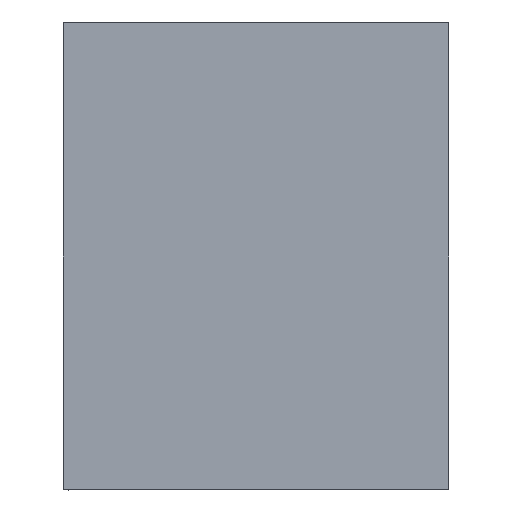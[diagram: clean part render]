
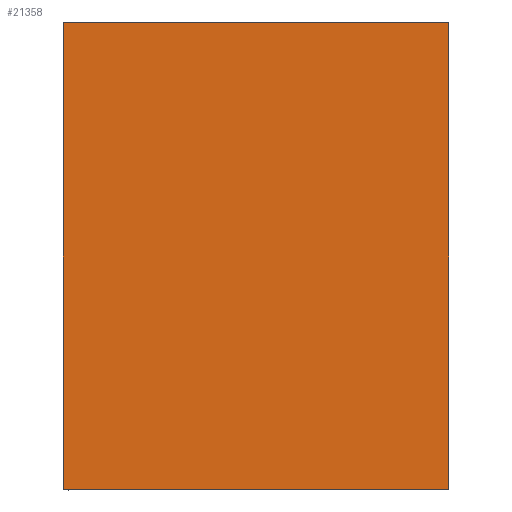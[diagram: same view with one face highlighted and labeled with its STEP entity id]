
A CAD part, left-side view. The second image highlights one B-rep face of the part: STEP entity #21358.
In plain terms, the highlighted face is planar.
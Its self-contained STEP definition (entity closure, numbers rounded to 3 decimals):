
#1075 = AXIS2_PLACEMENT_3D ( 'NONE', #1410, #36056, #22013 ) ;
#1362 = CARTESIAN_POINT ( 'NONE',  ( 155., -77.35, 77.35 ) ) ;
#1410 = CARTESIAN_POINT ( 'NONE',  ( 155., 0., 0. ) ) ;
#1466 = VECTOR ( 'NONE', #13974, 1000. ) ;
#1886 = CARTESIAN_POINT ( 'NONE',  ( 155., 77.35, -77.35 ) ) ;
#2312 = LINE ( 'NONE', #1886, #21578 ) ;
#2996 = VERTEX_POINT ( 'NONE', #39897 ) ;
#3197 = DIRECTION ( 'NONE',  ( 0., -1., 0. ) ) ;
#3301 = CARTESIAN_POINT ( 'NONE',  ( 155., -70., 85. ) ) ;
#3606 = CARTESIAN_POINT ( 'NONE',  ( 155., 69.7, -85. ) ) ;
#4039 = EDGE_CURVE ( 'NONE', #22020, #17615, #2312, .T. ) ;
#4069 = CARTESIAN_POINT ( 'NONE',  ( 155., -69.7, -85. ) ) ;
#4391 = EDGE_CURVE ( 'NONE', #2996, #6748, #10514, .T. ) ;
#4966 = ORIENTED_EDGE ( 'NONE', *, *, #4039, .T. ) ;
#5604 = LINE ( 'NONE', #21298, #19673 ) ;
#6528 = ORIENTED_EDGE ( 'NONE', *, *, #27448, .T. ) ;
#6748 = VERTEX_POINT ( 'NONE', #30681 ) ;
#8290 = EDGE_CURVE ( 'NONE', #41863, #8322, #37060, .T. ) ;
#8322 = VERTEX_POINT ( 'NONE', #4069 ) ;
#8419 = VECTOR ( 'NONE', #22325, 1000. ) ;
#9454 = EDGE_CURVE ( 'NONE', #17615, #20065, #42630, .T. ) ;
#10514 = LINE ( 'NONE', #1362, #1466 ) ;
#10887 = ORIENTED_EDGE ( 'NONE', *, *, #18698, .T. ) ;
#11247 = CARTESIAN_POINT ( 'NONE',  ( 155., 70., -84.7 ) ) ;
#11536 = CARTESIAN_POINT ( 'NONE',  ( 155., 69.7, 85. ) ) ;
#12256 = PLANE ( 'NONE',  #1075 ) ;
#12312 = DIRECTION ( 'NONE',  ( 0., 0.707, 0.707 ) ) ;
#13974 = DIRECTION ( 'NONE',  ( 0., -0.707, -0.707 ) ) ;
#14390 = CARTESIAN_POINT ( 'NONE',  ( 155., -70., -84.7 ) ) ;
#15155 = CARTESIAN_POINT ( 'NONE',  ( 155., 70., 84.7 ) ) ;
#16013 = LINE ( 'NONE', #29237, #8419 ) ;
#16106 = DIRECTION ( 'NONE',  ( 0., 0., -1. ) ) ;
#17615 = VERTEX_POINT ( 'NONE', #11247 ) ;
#18698 = EDGE_CURVE ( 'NONE', #20065, #42181, #5604, .T. ) ;
#18989 = ORIENTED_EDGE ( 'NONE', *, *, #9454, .T. ) ;
#19673 = VECTOR ( 'NONE', #40414, 1000. ) ;
#19693 = LINE ( 'NONE', #32928, #41230 ) ;
#20065 = VERTEX_POINT ( 'NONE', #15155 ) ;
#20197 = EDGE_CURVE ( 'NONE', #42181, #2996, #19693, .T. ) ;
#20965 = VECTOR ( 'NONE', #21419, 1000. ) ;
#21298 = CARTESIAN_POINT ( 'NONE',  ( 155., 77.35, 77.35 ) ) ;
#21358 = ADVANCED_FACE ( 'NONE', ( #28503 ), #12256, .T. ) ;
#21419 = DIRECTION ( 'NONE',  ( 0., 0.707, -0.707 ) ) ;
#21578 = VECTOR ( 'NONE', #12312, 1000. ) ;
#22013 = DIRECTION ( 'NONE',  ( 0., 0., -1. ) ) ;
#22020 = VERTEX_POINT ( 'NONE', #3606 ) ;
#22134 = EDGE_LOOP ( 'NONE', ( #36225, #4966, #18989, #10887, #28987, #41027, #6528, #27166 ) ) ;
#22325 = DIRECTION ( 'NONE',  ( 0., 1., 0. ) ) ;
#24011 = CARTESIAN_POINT ( 'NONE',  ( 155., -77.35, -77.35 ) ) ;
#27166 = ORIENTED_EDGE ( 'NONE', *, *, #8290, .T. ) ;
#27448 = EDGE_CURVE ( 'NONE', #6748, #41863, #39553, .T. ) ;
#28503 = FACE_OUTER_BOUND ( 'NONE', #22134, .T. ) ;
#28987 = ORIENTED_EDGE ( 'NONE', *, *, #20197, .T. ) ;
#29237 = CARTESIAN_POINT ( 'NONE',  ( 155., -70., -85. ) ) ;
#30681 = CARTESIAN_POINT ( 'NONE',  ( 155., -70., 84.7 ) ) ;
#32837 = CARTESIAN_POINT ( 'NONE',  ( 155., 70., -85. ) ) ;
#32928 = CARTESIAN_POINT ( 'NONE',  ( 155., 70., 85. ) ) ;
#36056 = DIRECTION ( 'NONE',  ( 1., 0., 0. ) ) ;
#36225 = ORIENTED_EDGE ( 'NONE', *, *, #38194, .T. ) ;
#36534 = DIRECTION ( 'NONE',  ( 0., 0., 1. ) ) ;
#37060 = LINE ( 'NONE', #24011, #20965 ) ;
#38194 = EDGE_CURVE ( 'NONE', #8322, #22020, #16013, .T. ) ;
#39020 = VECTOR ( 'NONE', #36534, 1000. ) ;
#39323 = VECTOR ( 'NONE', #16106, 1000. ) ;
#39553 = LINE ( 'NONE', #3301, #39323 ) ;
#39897 = CARTESIAN_POINT ( 'NONE',  ( 155., -69.7, 85. ) ) ;
#40414 = DIRECTION ( 'NONE',  ( 0., -0.707, 0.707 ) ) ;
#41027 = ORIENTED_EDGE ( 'NONE', *, *, #4391, .T. ) ;
#41230 = VECTOR ( 'NONE', #3197, 1000. ) ;
#41863 = VERTEX_POINT ( 'NONE', #14390 ) ;
#42181 = VERTEX_POINT ( 'NONE', #11536 ) ;
#42630 = LINE ( 'NONE', #32837, #39020 ) ;
